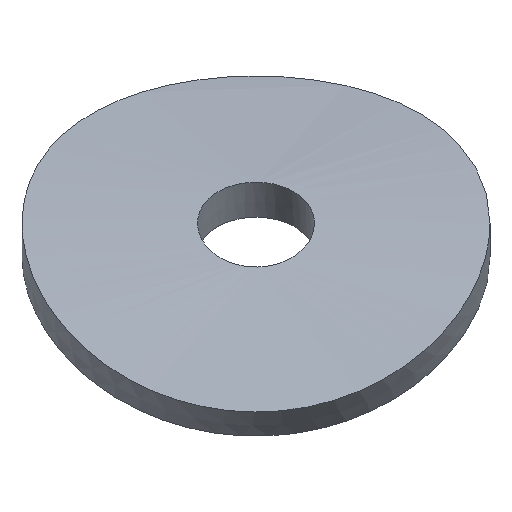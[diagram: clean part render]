
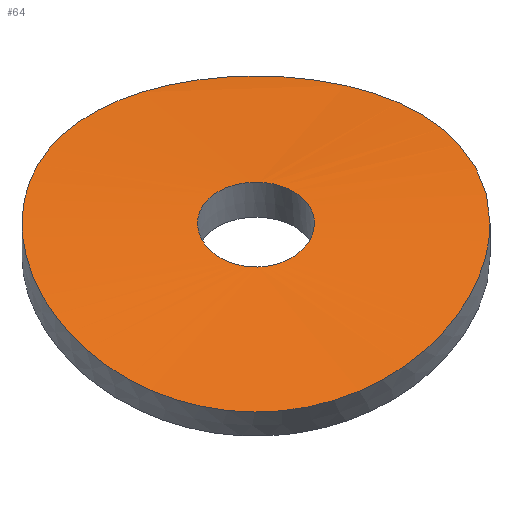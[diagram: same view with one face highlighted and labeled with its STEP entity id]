
A CAD part, top view. The second image highlights one B-rep face of the part: STEP entity #64.
In plain terms, the highlighted cylindrical face has radius 42 mm (diameter 84 mm), a partial arc.
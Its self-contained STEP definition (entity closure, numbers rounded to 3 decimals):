
#16=FACE_BOUND('',#28,.T.);
#18=CYLINDRICAL_SURFACE('',#86,42.);
#22=FACE_OUTER_BOUND('',#27,.T.);
#27=EDGE_LOOP('',(#57));
#28=EDGE_LOOP('',(#58));
#34=B_SPLINE_CURVE_WITH_KNOTS('',3,(#505,#506,#507,#508,#509,#510,#511,
#512,#513,#514,#515,#516,#517,#518,#519,#520,#521,#522,#523,#524,#525,#526,
#527,#528,#529,#530,#531,#532,#533,#534,#535,#536,#537,#538,#539,#540),
 .UNSPECIFIED.,.T.,.F.,(4,2,2,2,2,2,2,2,2,2,2,2,2,2,2,2,2,4),(0.,0.102,
0.203,0.302,0.398,0.491,
0.582,0.678,0.777,0.88,
0.982,1.081,1.178,1.272,1.363,
1.458,1.525,1.591),.UNSPECIFIED.);
#36=B_SPLINE_CURVE_WITH_KNOTS('',3,(#1092,#1093,#1094,#1095,#1096,#1097,
#1098,#1099,#1100,#1101,#1102,#1103,#1104,#1105,#1106,#1107,#1108,#1109,
#1110,#1111,#1112,#1113,#1114,#1115,#1116,#1117,#1118,#1119,#1120,#1121,
#1122,#1123,#1124,#1125,#1126,#1127,#1128,#1129),.UNSPECIFIED.,.T.,.F.,
(4,2,2,2,2,2,2,2,2,2,2,2,2,2,2,2,2,2,4),(0.,0.198,0.601,
1.001,1.391,1.778,2.143,2.515,
2.902,3.299,3.701,4.102,4.497,
4.884,5.252,5.621,6.005,6.194,
6.382),.UNSPECIFIED.);
#38=VERTEX_POINT('',#503);
#40=VERTEX_POINT('',#1090);
#43=EDGE_CURVE('',#38,#38,#34,.T.);
#46=EDGE_CURVE('',#40,#40,#36,.T.);
#57=ORIENTED_EDGE('',*,*,#46,.T.);
#58=ORIENTED_EDGE('',*,*,#43,.T.);
#64=ADVANCED_FACE('',(#22,#16),#18,.T.);
#86=AXIS2_PLACEMENT_3D('',#1131,#93,#94);
#93=DIRECTION('center_axis',(-1.,0.,0.));
#94=DIRECTION('ref_axis',(0.,0.,1.));
#503=CARTESIAN_POINT('',(2.5,-2.409,-10.302));
#505=CARTESIAN_POINT('Ctrl Pts',(2.5,-2.409,-10.302));
#506=CARTESIAN_POINT('Ctrl Pts',(2.5,-2.648,-10.062));
#507=CARTESIAN_POINT('Ctrl Pts',(2.434,-2.891,-9.825));
#508=CARTESIAN_POINT('Ctrl Pts',(2.177,-3.347,-9.391));
#509=CARTESIAN_POINT('Ctrl Pts',(1.988,-3.557,-9.195));
#510=CARTESIAN_POINT('Ctrl Pts',(1.516,-3.907,-8.874));
#511=CARTESIAN_POINT('Ctrl Pts',(1.241,-4.045,-8.75));
#512=CARTESIAN_POINT('Ctrl Pts',(0.638,-4.232,-8.584));
#513=CARTESIAN_POINT('Ctrl Pts',(0.318,-4.28,-8.541));
#514=CARTESIAN_POINT('Ctrl Pts',(-0.316,-4.279,-8.542));
#515=CARTESIAN_POINT('Ctrl Pts',(-0.623,-4.233,-8.582));
#516=CARTESIAN_POINT('Ctrl Pts',(-1.195,-4.062,-8.735));
#517=CARTESIAN_POINT('Ctrl Pts',(-1.454,-3.939,-8.846));
#518=CARTESIAN_POINT('Ctrl Pts',(-1.911,-3.625,-9.133));
#519=CARTESIAN_POINT('Ctrl Pts',(-2.101,-3.435,-9.309));
#520=CARTESIAN_POINT('Ctrl Pts',(-2.385,-3.008,-9.713));
#521=CARTESIAN_POINT('Ctrl Pts',(-2.471,-2.773,-9.94));
#522=CARTESIAN_POINT('Ctrl Pts',(-2.517,-2.293,-10.415));
#523=CARTESIAN_POINT('Ctrl Pts',(-2.474,-2.052,-10.661));
#524=CARTESIAN_POINT('Ctrl Pts',(-2.257,-1.602,-11.129));
#525=CARTESIAN_POINT('Ctrl Pts',(-2.087,-1.396,-11.348));
#526=CARTESIAN_POINT('Ctrl Pts',(-1.645,-1.053,-11.721));
#527=CARTESIAN_POINT('Ctrl Pts',(-1.381,-0.916,-11.873));
#528=CARTESIAN_POINT('Ctrl Pts',(-0.793,-0.722,
-12.089));
#529=CARTESIAN_POINT('Ctrl Pts',(-0.478,-0.666,
-12.153));
#530=CARTESIAN_POINT('Ctrl Pts',(0.159,-0.639,-12.183));
#531=CARTESIAN_POINT('Ctrl Pts',(0.473,-0.666,-12.153));
#532=CARTESIAN_POINT('Ctrl Pts',(1.061,-0.796,-12.006));
#533=CARTESIAN_POINT('Ctrl Pts',(1.329,-0.896,-11.895));
#534=CARTESIAN_POINT('Ctrl Pts',(1.808,-1.161,-11.603));
#535=CARTESIAN_POINT('Ctrl Pts',(2.012,-1.327,-11.422));
#536=CARTESIAN_POINT('Ctrl Pts',(2.276,-1.65,-11.079));
#537=CARTESIAN_POINT('Ctrl Pts',(2.36,-1.795,-10.927));
#538=CARTESIAN_POINT('Ctrl Pts',(2.472,-2.096,-10.616));
#539=CARTESIAN_POINT('Ctrl Pts',(2.5,-2.252,-10.458));
#540=CARTESIAN_POINT('Ctrl Pts',(2.5,-2.409,-10.302));
#1090=CARTESIAN_POINT('',(10.,-2.409,-10.302));
#1092=CARTESIAN_POINT('Ctrl Pts',(10.,-2.409,-10.302));
#1093=CARTESIAN_POINT('Ctrl Pts',(10.,-1.941,-10.769));
#1094=CARTESIAN_POINT('Ctrl Pts',(9.938,-1.485,-11.247));
#1095=CARTESIAN_POINT('Ctrl Pts',(9.562,-0.157,-12.706));
#1096=CARTESIAN_POINT('Ctrl Pts',(9.06,0.644,-13.682));
#1097=CARTESIAN_POINT('Ctrl Pts',(7.605,2.005,-15.472));
#1098=CARTESIAN_POINT('Ctrl Pts',(6.672,2.554,-16.269));
#1099=CARTESIAN_POINT('Ctrl Pts',(4.504,3.377,-17.519));
#1100=CARTESIAN_POINT('Ctrl Pts',(3.298,3.649,-17.965));
#1101=CARTESIAN_POINT('Ctrl Pts',(0.761,3.929,-18.425));
#1102=CARTESIAN_POINT('Ctrl Pts',(-0.54,3.937,-18.438));
#1103=CARTESIAN_POINT('Ctrl Pts',(-3.008,3.695,-18.039));
#1104=CARTESIAN_POINT('Ctrl Pts',(-4.153,3.462,-17.655));
#1105=CARTESIAN_POINT('Ctrl Pts',(-6.241,2.752,-16.563));
#1106=CARTESIAN_POINT('Ctrl Pts',(-7.161,2.278,-15.862));
#1107=CARTESIAN_POINT('Ctrl Pts',(-8.684,1.078,-14.235));
#1108=CARTESIAN_POINT('Ctrl Pts',(-9.259,0.353,-13.319));
#1109=CARTESIAN_POINT('Ctrl Pts',(-9.966,-1.304,-11.421));
#1110=CARTESIAN_POINT('Ctrl Pts',(-10.08,-2.225,-10.457));
#1111=CARTESIAN_POINT('Ctrl Pts',(-9.807,-4.149,-8.629));
#1112=CARTESIAN_POINT('Ctrl Pts',(-9.417,-5.134,-7.784));
#1113=CARTESIAN_POINT('Ctrl Pts',(-8.167,-6.993,-6.315));
#1114=CARTESIAN_POINT('Ctrl Pts',(-7.319,-7.849,-5.703));
#1115=CARTESIAN_POINT('Ctrl Pts',(-5.278,-9.255,-4.751));
#1116=CARTESIAN_POINT('Ctrl Pts',(-4.11,-9.793,-4.416));
#1117=CARTESIAN_POINT('Ctrl Pts',(-1.614,-10.443,-4.017));
#1118=CARTESIAN_POINT('Ctrl Pts',(-0.318,-10.554,
-3.952));
#1119=CARTESIAN_POINT('Ctrl Pts',(2.189,-10.339,-4.081));
#1120=CARTESIAN_POINT('Ctrl Pts',(3.375,-10.038,-4.261));
#1121=CARTESIAN_POINT('Ctrl Pts',(5.562,-9.091,-4.864));
#1122=CARTESIAN_POINT('Ctrl Pts',(6.542,-8.455,-5.281));
#1123=CARTESIAN_POINT('Ctrl Pts',(8.215,-6.932,-6.368));
#1124=CARTESIAN_POINT('Ctrl Pts',(8.881,-6.052,-7.037));
#1125=CARTESIAN_POINT('Ctrl Pts',(9.552,-4.681,-8.186));
#1126=CARTESIAN_POINT('Ctrl Pts',(9.72,-4.221,-8.587));
#1127=CARTESIAN_POINT('Ctrl Pts',(9.944,-3.306,-9.424));
#1128=CARTESIAN_POINT('Ctrl Pts',(10.,-2.852,-9.858));
#1129=CARTESIAN_POINT('Ctrl Pts',(10.,-2.409,-10.302));
#1131=CARTESIAN_POINT('Origin',(0.,-32.107,-40.));
